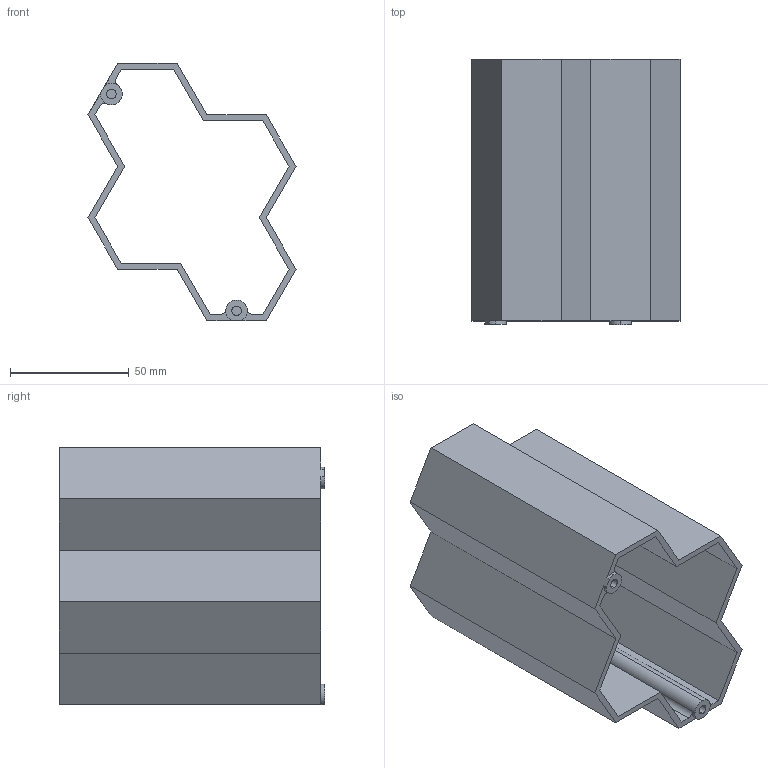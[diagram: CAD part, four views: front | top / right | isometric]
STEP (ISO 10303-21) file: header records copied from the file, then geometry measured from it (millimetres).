
FILE_DESCRIPTION (( 'STEP AP214' ), '1' );
FILE_NAME ('FDM Printed Enclosure.STEP', '2022-10-09T22:24:10', ( '' ), ( '' ), 'SwSTEP 2.0', 'SolidWorks 2022', '' );
FILE_SCHEMA (( 'AUTOMOTIVE_DESIGN' ));
Length unit declared in the file: millimetre
Products named in the file (1): FDM Printed Enclosure
Bounding box: 87.5 x 111.5 x 108.25 mm (x, y, z)
Volume: 105732.7 mm3; surface area: 79150.6 mm2
Topology: 1 solids, 1 shells, 57 faces, 156 edges, 104 vertices
Faces by surface type: plane 39, cylinder 18
Entity records: 1848 total; most frequent: CARTESIAN_POINT 318, ORIENTED_EDGE 312, DIRECTION 312, EDGE_CURVE 156, VECTOR 116, LINE 116, VERTEX_POINT 104, AXIS2_PLACEMENT_3D 98
